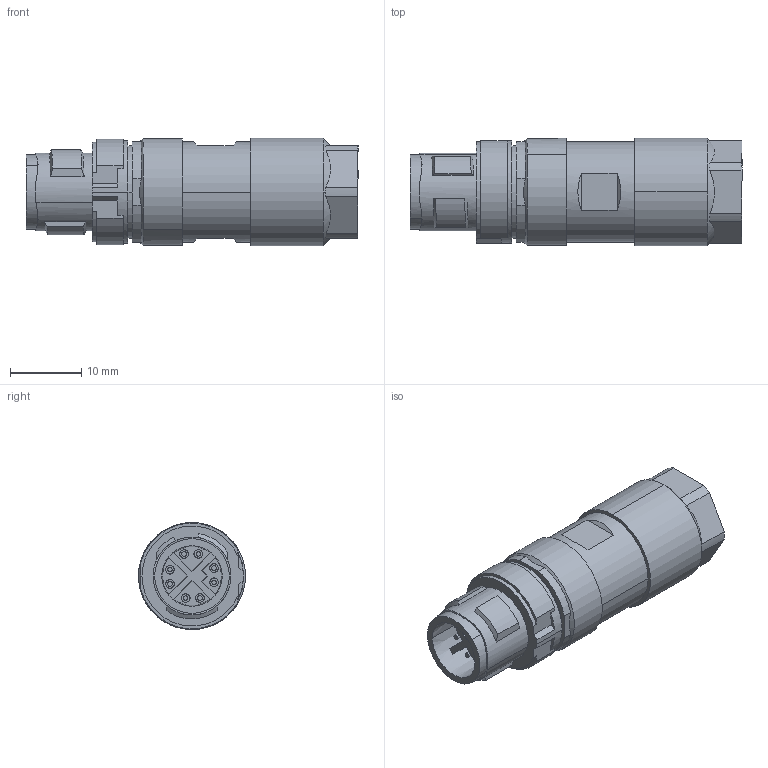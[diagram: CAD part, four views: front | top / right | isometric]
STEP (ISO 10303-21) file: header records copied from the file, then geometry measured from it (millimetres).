
FILE_DESCRIPTION(('SolidDesigner STEP Export'),'2;1');
FILE_NAME('1417430_VS_08_M12MS_10G_P_SCO-select.stp','2013-08-13T13:36:57',(''),(''),'Creo Elements/Direct Modeling STEP processor for AP214 (Solid Model)','Creo Elements/Direct Modeling 18.1B 29-Sep-2012 (C) Parametric Technology GmbH','');
FILE_SCHEMA(('AUTOMOTIVE_DESIGN { 1 0 10303 214 1 1 1 1 }'));
Length unit declared in the file: millimetre
Products named in the file (2): 1417430_VS_08_M12MS_10G_P_SCO-select
Assembly tree (1 placements, depth 2):
  1417430_VS_08_M12MS_10G_P_SCO-select
    1417430_VS_08_M12MS_10G_P_SCO-select
Bounding box: 46.48 x 15 x 15 mm (x, y, z)
Volume: 6449 mm3; surface area: 3065.2 mm2
Topology: 1 solids, 1 shells, 163 faces, 411 edges, 278 vertices
Faces by surface type: plane 71, cylinder 48, cone 38, bspline 6
Entity records: 7746 total; most frequent: CARTESIAN_POINT 2743, ORIENTED_EDGE 822, DIRECTION 636, EDGE_CURVE 411, VERTEX_POINT 278, AXIS2_PLACEMENT_3D 234, EDGE_LOOP 191, VECTOR 168
